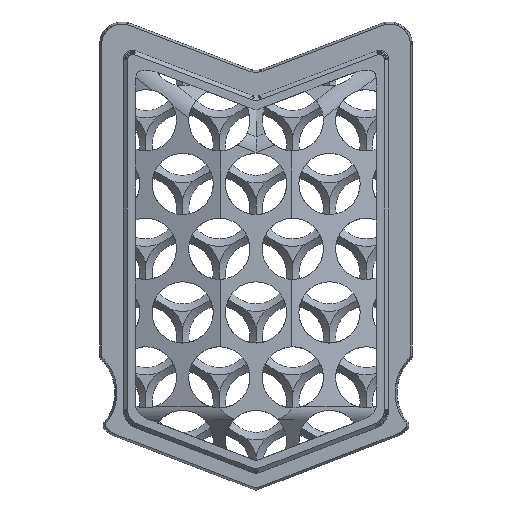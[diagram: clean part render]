
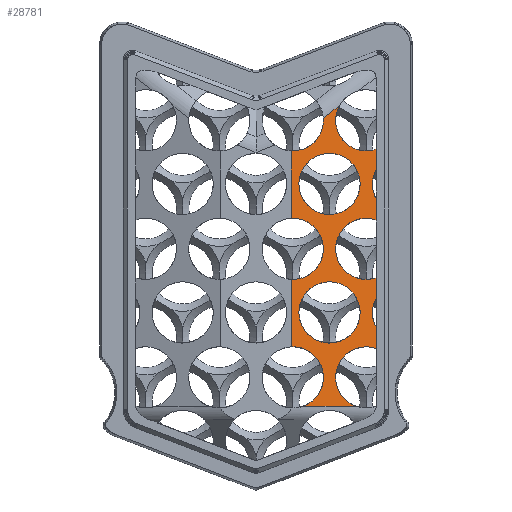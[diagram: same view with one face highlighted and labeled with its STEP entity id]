
A CAD part, front view. The second image highlights one B-rep face of the part: STEP entity #28781.
In plain terms, the highlighted planar face has unit normal (0.342, -0.94, 0).
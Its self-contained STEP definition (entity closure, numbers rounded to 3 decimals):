
#457=FACE_BOUND('',#3109,.T.);
#458=FACE_BOUND('',#3110,.T.);
#899=ELLIPSE('',#31060,3.166,2.975);
#904=ELLIPSE('',#31076,3.166,2.975);
#906=ELLIPSE('',#31080,3.166,2.975);
#907=ELLIPSE('',#31081,3.166,2.975);
#908=ELLIPSE('',#31082,3.166,2.975);
#909=ELLIPSE('',#31083,3.166,2.975);
#910=ELLIPSE('',#31084,3.166,2.975);
#911=ELLIPSE('',#31085,3.166,2.975);
#912=ELLIPSE('',#31086,3.166,2.975);
#913=ELLIPSE('',#31087,3.166,2.975);
#948=FACE_OUTER_BOUND('',#3108,.T.);
#3108=EDGE_LOOP('',(#19254,#19255,#19256,#19257,#19258,#19259,#19260,#19261,
#19262,#19263,#19264,#19265,#19266,#19267,#19268,#19269));
#3109=EDGE_LOOP('',(#19270));
#3110=EDGE_LOOP('',(#19271));
#5412=LINE('',#42438,#8897);
#5414=LINE('',#42446,#8899);
#5416=LINE('',#42454,#8901);
#5418=LINE('',#42462,#8903);
#5752=LINE('',#43542,#9237);
#5782=LINE('',#43753,#9267);
#5790=LINE('',#43811,#9275);
#5791=LINE('',#43815,#9276);
#8897=VECTOR('',#33639,10.);
#8899=VECTOR('',#33645,10.);
#8901=VECTOR('',#33651,10.);
#8903=VECTOR('',#33657,10.);
#9237=VECTOR('',#34345,10.);
#9267=VECTOR('',#34399,10.);
#9275=VECTOR('',#34419,10.);
#9276=VECTOR('',#34422,10.);
#12388=VERTEX_POINT('',#42435);
#12389=VERTEX_POINT('',#42437);
#12392=VERTEX_POINT('',#42443);
#12393=VERTEX_POINT('',#42445);
#12396=VERTEX_POINT('',#42451);
#12397=VERTEX_POINT('',#42453);
#12400=VERTEX_POINT('',#42459);
#12401=VERTEX_POINT('',#42461);
#12897=VERTEX_POINT('',#43494);
#12905=VERTEX_POINT('',#43541);
#12945=VERTEX_POINT('',#43741);
#12946=VERTEX_POINT('',#43752);
#12955=VERTEX_POINT('',#43808);
#12956=VERTEX_POINT('',#43810);
#12957=VERTEX_POINT('',#43812);
#12958=VERTEX_POINT('',#43814);
#12959=VERTEX_POINT('',#43820);
#12960=VERTEX_POINT('',#43822);
#14423=EDGE_CURVE('',#12389,#12388,#5412,.T.);
#14427=EDGE_CURVE('',#12393,#12392,#5414,.T.);
#14431=EDGE_CURVE('',#12397,#12396,#5416,.T.);
#14435=EDGE_CURVE('',#12401,#12400,#5418,.T.);
#14938=EDGE_CURVE('',#12401,#12897,#899,.T.);
#14951=EDGE_CURVE('',#12897,#12905,#5752,.T.);
#15010=EDGE_CURVE('',#12945,#12946,#5782,.T.);
#15013=EDGE_CURVE('',#12946,#12388,#904,.T.);
#15026=EDGE_CURVE('',#12955,#12945,#906,.T.);
#15027=EDGE_CURVE('',#12956,#12955,#5790,.T.);
#15028=EDGE_CURVE('',#12957,#12956,#907,.T.);
#15029=EDGE_CURVE('',#12958,#12957,#5791,.T.);
#15030=EDGE_CURVE('',#12905,#12958,#908,.T.);
#15031=EDGE_CURVE('',#12397,#12400,#909,.T.);
#15032=EDGE_CURVE('',#12393,#12396,#910,.T.);
#15033=EDGE_CURVE('',#12389,#12392,#911,.T.);
#15034=EDGE_CURVE('',#12959,#12959,#912,.T.);
#15035=EDGE_CURVE('',#12960,#12960,#913,.T.);
#19254=ORIENTED_EDGE('',*,*,#15010,.F.);
#19255=ORIENTED_EDGE('',*,*,#15026,.F.);
#19256=ORIENTED_EDGE('',*,*,#15027,.F.);
#19257=ORIENTED_EDGE('',*,*,#15028,.F.);
#19258=ORIENTED_EDGE('',*,*,#15029,.F.);
#19259=ORIENTED_EDGE('',*,*,#15030,.F.);
#19260=ORIENTED_EDGE('',*,*,#14951,.F.);
#19261=ORIENTED_EDGE('',*,*,#14938,.F.);
#19262=ORIENTED_EDGE('',*,*,#14435,.T.);
#19263=ORIENTED_EDGE('',*,*,#15031,.F.);
#19264=ORIENTED_EDGE('',*,*,#14431,.T.);
#19265=ORIENTED_EDGE('',*,*,#15032,.F.);
#19266=ORIENTED_EDGE('',*,*,#14427,.T.);
#19267=ORIENTED_EDGE('',*,*,#15033,.F.);
#19268=ORIENTED_EDGE('',*,*,#14423,.T.);
#19269=ORIENTED_EDGE('',*,*,#15013,.F.);
#19270=ORIENTED_EDGE('',*,*,#15034,.F.);
#19271=ORIENTED_EDGE('',*,*,#15035,.F.);
#26776=PLANE('',#31079);
#28781=ADVANCED_FACE('',(#948,#457,#458),#26776,.F.);
#31060=AXIS2_PLACEMENT_3D('',#43495,#34333,#34334);
#31076=AXIS2_PLACEMENT_3D('',#43767,#34403,#34404);
#31079=AXIS2_PLACEMENT_3D('',#43807,#34415,#34416);
#31080=AXIS2_PLACEMENT_3D('',#43809,#34417,#34418);
#31081=AXIS2_PLACEMENT_3D('',#43813,#34420,#34421);
#31082=AXIS2_PLACEMENT_3D('',#43816,#34423,#34424);
#31083=AXIS2_PLACEMENT_3D('',#43817,#34425,#34426);
#31084=AXIS2_PLACEMENT_3D('',#43818,#34427,#34428);
#31085=AXIS2_PLACEMENT_3D('',#43819,#34429,#34430);
#31086=AXIS2_PLACEMENT_3D('',#43821,#34431,#34432);
#31087=AXIS2_PLACEMENT_3D('',#43823,#34433,#34434);
#33639=DIRECTION('',(0.,0.,1.));
#33645=DIRECTION('',(0.,0.,1.));
#33651=DIRECTION('',(0.,0.,1.));
#33657=DIRECTION('',(0.,0.,1.));
#34333=DIRECTION('center_axis',(0.342,-0.94,0.));
#34334=DIRECTION('ref_axis',(0.94,0.342,0.));
#34345=DIRECTION('',(-0.94,-0.342,0.006));
#34399=DIRECTION('',(0.76,0.277,0.588));
#34403=DIRECTION('center_axis',(0.342,-0.94,0.));
#34404=DIRECTION('ref_axis',(0.94,0.342,0.));
#34415=DIRECTION('center_axis',(-0.342,0.94,0.));
#34416=DIRECTION('ref_axis',(-0.94,-0.342,0.));
#34417=DIRECTION('center_axis',(0.342,-0.94,0.));
#34418=DIRECTION('ref_axis',(0.94,0.342,0.));
#34419=DIRECTION('',(0.,0.,1.));
#34420=DIRECTION('center_axis',(0.342,-0.94,0.));
#34421=DIRECTION('ref_axis',(0.94,0.342,0.));
#34422=DIRECTION('',(0.,0.,1.));
#34423=DIRECTION('center_axis',(0.342,-0.94,0.));
#34424=DIRECTION('ref_axis',(0.94,0.342,0.));
#34425=DIRECTION('center_axis',(0.342,-0.94,0.));
#34426=DIRECTION('ref_axis',(0.94,0.342,0.));
#34427=DIRECTION('center_axis',(0.342,-0.94,0.));
#34428=DIRECTION('ref_axis',(0.94,0.342,0.));
#34429=DIRECTION('center_axis',(0.342,-0.94,0.));
#34430=DIRECTION('ref_axis',(0.94,0.342,0.));
#34431=DIRECTION('center_axis',(0.342,-0.94,0.));
#34432=DIRECTION('ref_axis',(0.94,0.342,0.));
#34433=DIRECTION('center_axis',(0.342,-0.94,0.));
#34434=DIRECTION('ref_axis',(0.94,0.342,0.));
#42435=CARTESIAN_POINT('',(11.669,23.429,55.272));
#42437=CARTESIAN_POINT('',(11.669,23.429,53.322));
#42438=CARTESIAN_POINT('',(11.669,23.429,20.031));
#42443=CARTESIAN_POINT('',(11.669,23.429,50.49));
#42445=CARTESIAN_POINT('',(11.669,23.429,48.413));
#42446=CARTESIAN_POINT('',(11.669,23.429,20.031));
#42451=CARTESIAN_POINT('',(11.669,23.429,42.777));
#42453=CARTESIAN_POINT('',(11.669,23.429,40.827));
#42454=CARTESIAN_POINT('',(11.669,23.429,20.031));
#42459=CARTESIAN_POINT('',(11.669,23.429,37.995));
#42461=CARTESIAN_POINT('',(11.669,23.429,35.918));
#42462=CARTESIAN_POINT('',(11.669,23.429,20.031));
#43494=CARTESIAN_POINT('',(9.864,22.772,30.249));
#43495=CARTESIAN_POINT('Origin',(10.715,23.082,33.1));
#43541=CARTESIAN_POINT('',(4.537,20.834,30.284));
#43542=CARTESIAN_POINT('',(6.472,21.538,30.271));
#43741=CARTESIAN_POINT('',(6.543,21.564,58.302));
#43752=CARTESIAN_POINT('',(8.098,22.13,59.503));
#43753=CARTESIAN_POINT('',(-5.065,17.34,49.331));
#43767=CARTESIAN_POINT('Origin',(10.715,23.082,58.09));
#43807=CARTESIAN_POINT('Origin',(11.669,23.429,20.031));
#43808=CARTESIAN_POINT('',(3.425,20.429,55.118));
#43809=CARTESIAN_POINT('Origin',(3.575,20.484,58.09));
#43810=CARTESIAN_POINT('',(3.425,20.429,48.566));
#43811=CARTESIAN_POINT('',(3.425,20.429,20.031));
#43812=CARTESIAN_POINT('',(3.425,20.429,42.623));
#43813=CARTESIAN_POINT('Origin',(3.575,20.484,45.595));
#43814=CARTESIAN_POINT('',(3.425,20.429,36.071));
#43815=CARTESIAN_POINT('',(3.425,20.429,20.031));
#43816=CARTESIAN_POINT('Origin',(3.575,20.484,33.1));
#43817=CARTESIAN_POINT('Origin',(14.285,24.381,39.411));
#43818=CARTESIAN_POINT('Origin',(10.715,23.082,45.595));
#43819=CARTESIAN_POINT('Origin',(14.285,24.381,51.906));
#43820=CARTESIAN_POINT('',(4.17,20.7,39.411));
#43821=CARTESIAN_POINT('Origin',(7.145,21.783,39.411));
#43822=CARTESIAN_POINT('',(4.17,20.7,51.906));
#43823=CARTESIAN_POINT('Origin',(7.145,21.783,51.906));
